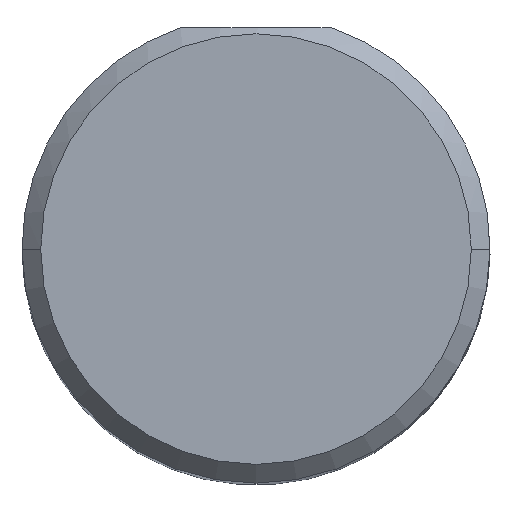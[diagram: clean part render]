
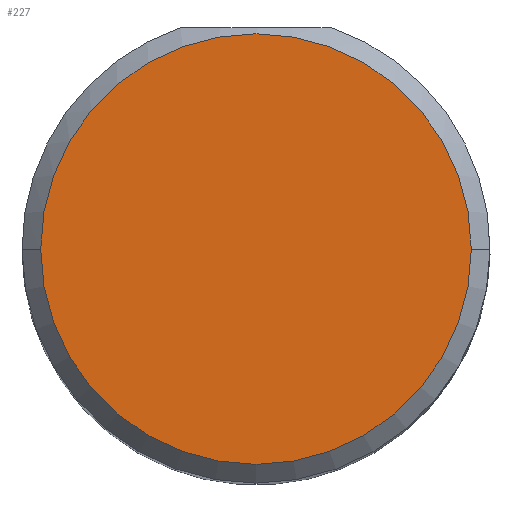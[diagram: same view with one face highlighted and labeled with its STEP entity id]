
A CAD part, top view. The second image highlights one B-rep face of the part: STEP entity #227.
In plain terms, the highlighted planar face has unit normal (0, 0, 1).
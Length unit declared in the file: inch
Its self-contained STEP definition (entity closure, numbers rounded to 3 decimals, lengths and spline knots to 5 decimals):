
#39 = VERTEX_POINT ( 'NONE', #309 ) ;
#52 = AXIS2_PLACEMENT_3D ( 'NONE', #74, #480, #119 ) ;
#66 = DIRECTION ( 'NONE',  ( 1., 0., 0. ) ) ;
#73 = CIRCLE ( 'NONE', #367, 0.1725 ) ;
#74 = CARTESIAN_POINT ( 'NONE',  ( 0., 0., 2.5 ) ) ;
#87 = VERTEX_POINT ( 'NONE', #215 ) ;
#119 = DIRECTION ( 'NONE',  ( 1., 0., 0. ) ) ;
#131 = DIRECTION ( 'NONE',  ( 1., 0., 0. ) ) ;
#153 = DIRECTION ( 'NONE',  ( 0., 0., 1. ) ) ;
#215 = CARTESIAN_POINT ( 'NONE',  ( -0.1725, 0., 2.5 ) ) ;
#227 = ADVANCED_FACE ( 'NONE', ( #514 ), #430, .T. ) ;
#241 = ORIENTED_EDGE ( 'NONE', *, *, #463, .T. ) ;
#252 = EDGE_LOOP ( 'NONE', ( #241, #476 ) ) ;
#283 = CIRCLE ( 'NONE', #52, 0.1725 ) ;
#309 = CARTESIAN_POINT ( 'NONE',  ( 0.1725, 0., 2.5 ) ) ;
#319 = AXIS2_PLACEMENT_3D ( 'NONE', #512, #153, #66 ) ;
#367 = AXIS2_PLACEMENT_3D ( 'NONE', #495, #418, #131 ) ;
#374 = EDGE_CURVE ( 'NONE', #39, #87, #283, .T. ) ;
#418 = DIRECTION ( 'NONE',  ( 0., 0., 1. ) ) ;
#430 = PLANE ( 'NONE',  #319 ) ;
#463 = EDGE_CURVE ( 'NONE', #87, #39, #73, .T. ) ;
#476 = ORIENTED_EDGE ( 'NONE', *, *, #374, .T. ) ;
#480 = DIRECTION ( 'NONE',  ( 0., 0., 1. ) ) ;
#495 = CARTESIAN_POINT ( 'NONE',  ( 0., 0., 2.5 ) ) ;
#512 = CARTESIAN_POINT ( 'NONE',  ( 0., 0., 2.5 ) ) ;
#514 = FACE_OUTER_BOUND ( 'NONE', #252, .T. ) ;
